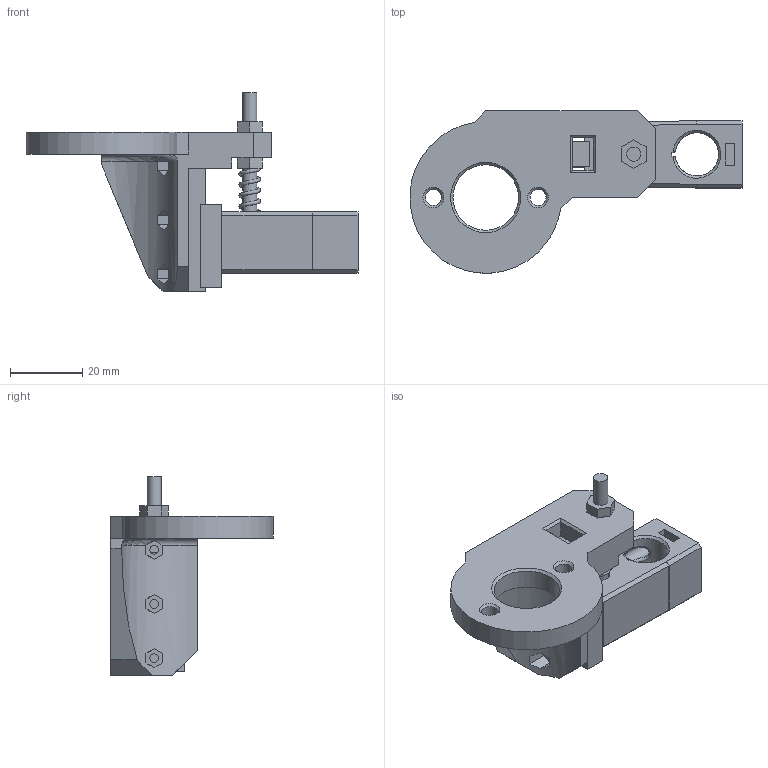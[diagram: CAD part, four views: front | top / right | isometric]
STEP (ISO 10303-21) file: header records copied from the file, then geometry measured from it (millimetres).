
FILE_DESCRIPTION(/* description */ ('','CAx-IF Rec.Pracs.---Representation and Presentation of Product Manufacturing Information (PMI)---4.0---2014-10-13'),/* implementation_level */ '2;1');
FILE_NAME(/* name */ 'CNC_Plotter_Attachment.step',/* time_stamp */ '2025-02-27T22:56:47-08:00',/* author */ (''),/* organization */ (''),/* preprocessor_version */ 'ST-DEVELOPER v20',/* originating_system */ 'Autodesk Translation Framework v13.20.0.188',/* authorisation */ '');
FILE_SCHEMA (('AP242_MANAGED_MODEL_BASED_3D_ENGINEERING_MIM_LF { 1 0 10303 442 1 1 4 }'));
Length unit declared in the file: millimetre
Products named in the file (5): Plotter_Attachment; Slider; M4-35mm; M4_Nut; Spring
Assembly tree (5 placements, depth 2):
  Plotter_Attachment
    Slider
    M4-35mm
    M4_Nut  x2
    Spring
Bounding box: 91.94 x 44.95 x 55 mm (x, y, z)
Volume: 30720.3 mm3; surface area: 17594.4 mm2
Topology: 8 solids, 8 shells, 183 faces, 448 edges, 293 vertices
Faces by surface type: plane 123, cylinder 44, cone 10, bspline 5, torus 1
Full cylindrical faces by diameter (mm): 2.44 x16, 3.44 x2, 3.908 x3, 4 x4, 4.44 x2, 5.08 x1, 6.8 x1, 18.14 x1
Entity records: 6810 total; most frequent: CARTESIAN_POINT 2410, DIRECTION 873, ORIENTED_EDGE 854, EDGE_CURVE 427, AXIS2_PLACEMENT_3D 293, LINE 287, VECTOR 287, VERTEX_POINT 279
